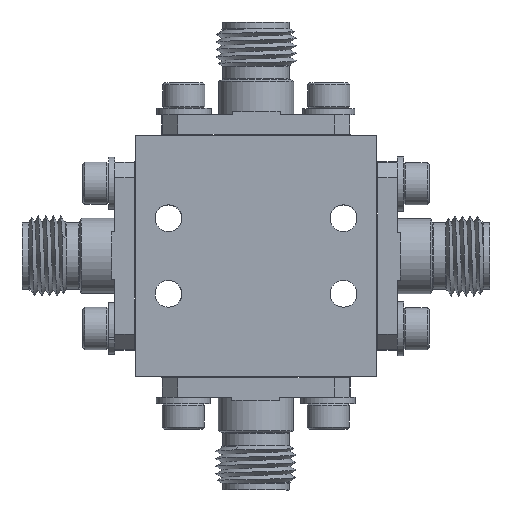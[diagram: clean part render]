
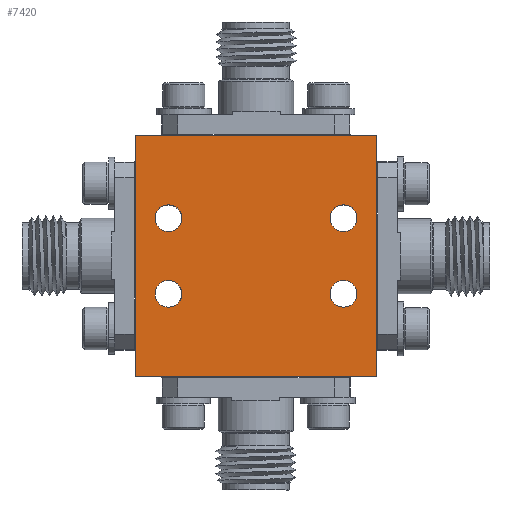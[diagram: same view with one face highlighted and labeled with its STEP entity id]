
A CAD part, front view. The second image highlights one B-rep face of the part: STEP entity #7420.
In plain terms, the highlighted planar face has unit normal (0, -1, 0).
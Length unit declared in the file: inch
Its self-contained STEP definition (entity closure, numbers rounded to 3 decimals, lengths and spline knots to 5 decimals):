
#164 = ORIENTED_EDGE ( 'NONE', *, *, #5432, .T. ) ;
#235 = CARTESIAN_POINT ( 'NONE',  ( -0.30095, -0.30245, 0.21091 ) ) ;
#294 = CIRCLE ( 'NONE', #10572, 0.0445 ) ;
#385 = AXIS2_PLACEMENT_3D ( 'NONE', #5032, #5922, #4940 ) ;
#572 = LINE ( 'NONE', #5557, #2010 ) ;
#759 = DIRECTION ( 'NONE',  ( 0., 0., -1. ) ) ;
#910 = FACE_OUTER_BOUND ( 'NONE', #7733, .T. ) ;
#1012 = CARTESIAN_POINT ( 'NONE',  ( 0.27905, -0.30245, -0.08359 ) ) ;
#1013 = DIRECTION ( 'NONE',  ( 0., 0., 1. ) ) ;
#1192 = LINE ( 'NONE', #2694, #6428 ) ;
#1422 = CARTESIAN_POINT ( 'NONE',  ( -0.30095, -0.30245, -0.03909 ) ) ;
#1448 = EDGE_LOOP ( 'NONE', ( #6234, #4524 ) ) ;
#1476 = LINE ( 'NONE', #3680, #3239 ) ;
#1480 = VERTEX_POINT ( 'NONE', #8685 ) ;
#1512 = VECTOR ( 'NONE', #12589, 39.37008 ) ;
#1547 = ORIENTED_EDGE ( 'NONE', *, *, #6666, .T. ) ;
#1584 = DIRECTION ( 'NONE',  ( -1., 0., 0. ) ) ;
#1746 = CARTESIAN_POINT ( 'NONE',  ( 0.27905, -0.30245, 0.16641 ) ) ;
#1791 = EDGE_CURVE ( 'NONE', #8799, #7999, #9380, .T. ) ;
#1851 = VERTEX_POINT ( 'NONE', #5123 ) ;
#1979 = DIRECTION ( 'NONE',  ( 0., 1., 0. ) ) ;
#2010 = VECTOR ( 'NONE', #1584, 39.37008 ) ;
#2548 = CARTESIAN_POINT ( 'NONE',  ( 0.38905, -0.30245, 0.44141 ) ) ;
#2694 = CARTESIAN_POINT ( 'NONE',  ( -0.41095, -0.30245, 0.44141 ) ) ;
#2848 = CIRCLE ( 'NONE', #11339, 0.0445 ) ;
#2989 = CARTESIAN_POINT ( 'NONE',  ( 0.27905, -0.30245, 0.12191 ) ) ;
#3052 = CARTESIAN_POINT ( 'NONE',  ( 0.27905, -0.30245, -0.08359 ) ) ;
#3078 = DIRECTION ( 'NONE',  ( 0., 0., 1. ) ) ;
#3179 = EDGE_CURVE ( 'NONE', #11705, #1480, #5212, .T. ) ;
#3239 = VECTOR ( 'NONE', #759, 39.37008 ) ;
#3364 = DIRECTION ( 'NONE',  ( 0., 1., 0. ) ) ;
#3535 = VERTEX_POINT ( 'NONE', #6102 ) ;
#3680 = CARTESIAN_POINT ( 'NONE',  ( 0.38905, -0.30245, 0.44141 ) ) ;
#3786 = CIRCLE ( 'NONE', #7776, 0.0445 ) ;
#3839 = VERTEX_POINT ( 'NONE', #8494 ) ;
#4406 = ORIENTED_EDGE ( 'NONE', *, *, #7189, .F. ) ;
#4409 = CARTESIAN_POINT ( 'NONE',  ( -0.41095, -0.30245, 0.44141 ) ) ;
#4524 = ORIENTED_EDGE ( 'NONE', *, *, #6120, .T. ) ;
#4683 = ORIENTED_EDGE ( 'NONE', *, *, #1791, .T. ) ;
#4708 = AXIS2_PLACEMENT_3D ( 'NONE', #3052, #1979, #1013 ) ;
#4837 = DIRECTION ( 'NONE',  ( 0., 0., 1. ) ) ;
#4940 = DIRECTION ( 'NONE',  ( 0., 0., 1. ) ) ;
#5032 = CARTESIAN_POINT ( 'NONE',  ( -0.01095, -0.30245, 0.04141 ) ) ;
#5083 = DIRECTION ( 'NONE',  ( 0., 0., 1. ) ) ;
#5123 = CARTESIAN_POINT ( 'NONE',  ( -0.30095, -0.30245, 0.12191 ) ) ;
#5212 = CIRCLE ( 'NONE', #5331, 0.0445 ) ;
#5331 = AXIS2_PLACEMENT_3D ( 'NONE', #10452, #3364, #10407 ) ;
#5432 = EDGE_CURVE ( 'NONE', #5476, #3535, #294, .T. ) ;
#5476 = VERTEX_POINT ( 'NONE', #2989 ) ;
#5491 = FACE_BOUND ( 'NONE', #6559, .T. ) ;
#5557 = CARTESIAN_POINT ( 'NONE',  ( 0.38905, -0.30245, -0.35859 ) ) ;
#5668 = VERTEX_POINT ( 'NONE', #8119 ) ;
#5764 = DIRECTION ( 'NONE',  ( 0., 1., 0. ) ) ;
#5769 = VERTEX_POINT ( 'NONE', #2548 ) ;
#5801 = EDGE_CURVE ( 'NONE', #3535, #5476, #7593, .T. ) ;
#5922 = DIRECTION ( 'NONE',  ( 0., 1., 0. ) ) ;
#6102 = CARTESIAN_POINT ( 'NONE',  ( 0.27905, -0.30245, 0.21091 ) ) ;
#6120 = EDGE_CURVE ( 'NONE', #1480, #11705, #3786, .T. ) ;
#6234 = ORIENTED_EDGE ( 'NONE', *, *, #3179, .T. ) ;
#6289 = FACE_BOUND ( 'NONE', #6602, .T. ) ;
#6298 = ORIENTED_EDGE ( 'NONE', *, *, #13063, .T. ) ;
#6331 = CARTESIAN_POINT ( 'NONE',  ( -0.30095, -0.30245, -0.08359 ) ) ;
#6391 = DIRECTION ( 'NONE',  ( 0., 1., 0. ) ) ;
#6419 = AXIS2_PLACEMENT_3D ( 'NONE', #10347, #6391, #7325 ) ;
#6428 = VECTOR ( 'NONE', #7782, 39.37008 ) ;
#6559 = EDGE_LOOP ( 'NONE', ( #12955, #164 ) ) ;
#6602 = EDGE_LOOP ( 'NONE', ( #1547, #6298 ) ) ;
#6666 = EDGE_CURVE ( 'NONE', #8113, #1851, #11234, .T. ) ;
#6965 = CARTESIAN_POINT ( 'NONE',  ( 0.27905, -0.30245, 0.16641 ) ) ;
#7189 = EDGE_CURVE ( 'NONE', #3839, #5668, #572, .T. ) ;
#7325 = DIRECTION ( 'NONE',  ( 0., 0., 1. ) ) ;
#7333 = CIRCLE ( 'NONE', #11248, 0.0445 ) ;
#7420 = ADVANCED_FACE ( 'NONE', ( #9320, #5491, #9004, #6289, #910 ), #11116, .F. ) ;
#7593 = CIRCLE ( 'NONE', #13053, 0.0445 ) ;
#7661 = VERTEX_POINT ( 'NONE', #4409 ) ;
#7686 = EDGE_CURVE ( 'NONE', #7661, #5769, #8506, .T. ) ;
#7689 = CARTESIAN_POINT ( 'NONE',  ( 0.27905, -0.30245, -0.03909 ) ) ;
#7733 = EDGE_LOOP ( 'NONE', ( #9930, #4406, #12834, #12211 ) ) ;
#7776 = AXIS2_PLACEMENT_3D ( 'NONE', #6331, #10498, #11407 ) ;
#7782 = DIRECTION ( 'NONE',  ( 0., 0., 1. ) ) ;
#7999 = VERTEX_POINT ( 'NONE', #7689 ) ;
#8065 = EDGE_CURVE ( 'NONE', #5668, #7661, #1192, .T. ) ;
#8113 = VERTEX_POINT ( 'NONE', #235 ) ;
#8119 = CARTESIAN_POINT ( 'NONE',  ( -0.41095, -0.30245, -0.35859 ) ) ;
#8494 = CARTESIAN_POINT ( 'NONE',  ( 0.38905, -0.30245, -0.35859 ) ) ;
#8506 = LINE ( 'NONE', #11517, #1512 ) ;
#8685 = CARTESIAN_POINT ( 'NONE',  ( -0.30095, -0.30245, -0.12809 ) ) ;
#8799 = VERTEX_POINT ( 'NONE', #9674 ) ;
#9004 = FACE_BOUND ( 'NONE', #1448, .T. ) ;
#9320 = FACE_BOUND ( 'NONE', #9435, .T. ) ;
#9380 = CIRCLE ( 'NONE', #4708, 0.0445 ) ;
#9435 = EDGE_LOOP ( 'NONE', ( #11662, #4683 ) ) ;
#9674 = CARTESIAN_POINT ( 'NONE',  ( 0.27905, -0.30245, -0.12809 ) ) ;
#9930 = ORIENTED_EDGE ( 'NONE', *, *, #8065, .F. ) ;
#10045 = DIRECTION ( 'NONE',  ( 0., 1., 0. ) ) ;
#10143 = CARTESIAN_POINT ( 'NONE',  ( -0.30095, -0.30245, 0.16641 ) ) ;
#10347 = CARTESIAN_POINT ( 'NONE',  ( -0.30095, -0.30245, 0.16641 ) ) ;
#10407 = DIRECTION ( 'NONE',  ( 0., 0., 1. ) ) ;
#10452 = CARTESIAN_POINT ( 'NONE',  ( -0.30095, -0.30245, -0.08359 ) ) ;
#10498 = DIRECTION ( 'NONE',  ( 0., 1., 0. ) ) ;
#10572 = AXIS2_PLACEMENT_3D ( 'NONE', #6965, #11189, #3078 ) ;
#10961 = EDGE_CURVE ( 'NONE', #7999, #8799, #7333, .T. ) ;
#11116 = PLANE ( 'NONE',  #385 ) ;
#11189 = DIRECTION ( 'NONE',  ( 0., 1., 0. ) ) ;
#11234 = CIRCLE ( 'NONE', #6419, 0.0445 ) ;
#11248 = AXIS2_PLACEMENT_3D ( 'NONE', #1012, #12388, #11352 ) ;
#11339 = AXIS2_PLACEMENT_3D ( 'NONE', #10143, #10045, #5083 ) ;
#11352 = DIRECTION ( 'NONE',  ( 0., 0., 1. ) ) ;
#11407 = DIRECTION ( 'NONE',  ( 0., 0., 1. ) ) ;
#11517 = CARTESIAN_POINT ( 'NONE',  ( 0.38905, -0.30245, 0.44141 ) ) ;
#11662 = ORIENTED_EDGE ( 'NONE', *, *, #10961, .T. ) ;
#11705 = VERTEX_POINT ( 'NONE', #1422 ) ;
#12211 = ORIENTED_EDGE ( 'NONE', *, *, #7686, .F. ) ;
#12388 = DIRECTION ( 'NONE',  ( 0., 1., 0. ) ) ;
#12542 = EDGE_CURVE ( 'NONE', #5769, #3839, #1476, .T. ) ;
#12589 = DIRECTION ( 'NONE',  ( 1., 0., 0. ) ) ;
#12834 = ORIENTED_EDGE ( 'NONE', *, *, #12542, .F. ) ;
#12955 = ORIENTED_EDGE ( 'NONE', *, *, #5801, .T. ) ;
#13053 = AXIS2_PLACEMENT_3D ( 'NONE', #1746, #5764, #4837 ) ;
#13063 = EDGE_CURVE ( 'NONE', #1851, #8113, #2848, .T. ) ;
